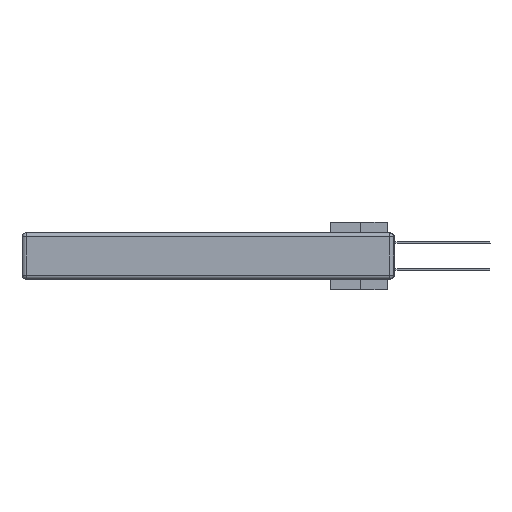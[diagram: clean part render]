
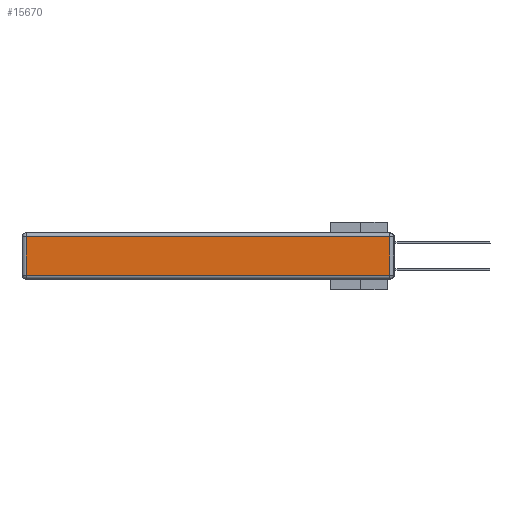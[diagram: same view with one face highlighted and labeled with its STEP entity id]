
A CAD part, left-side view. The second image highlights one B-rep face of the part: STEP entity #15670.
In plain terms, the highlighted planar face has unit normal (-1, 0, 0).
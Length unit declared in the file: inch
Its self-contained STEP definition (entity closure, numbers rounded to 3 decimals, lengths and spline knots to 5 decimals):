
#497 = FACE_OUTER_BOUND ( 'NONE', #34210, .T. ) ;
#1247 = DIRECTION ( 'NONE',  ( 0., 0., 1. ) ) ;
#1255 = AXIS2_PLACEMENT_3D ( 'NONE', #28161, #24787, #1247 ) ;
#1707 = CARTESIAN_POINT ( 'NONE',  ( 0., 2.72, -0.03 ) ) ;
#1791 = VERTEX_POINT ( 'NONE', #13419 ) ;
#1983 = VECTOR ( 'NONE', #12710, 39.37008 ) ;
#3546 = LINE ( 'NONE', #31277, #16119 ) ;
#5986 = EDGE_CURVE ( 'NONE', #23469, #22478, #21230, .T. ) ;
#6417 = LINE ( 'NONE', #20365, #32006 ) ;
#9649 = CARTESIAN_POINT ( 'NONE',  ( 0., 0.03, -0.03 ) ) ;
#9996 = CARTESIAN_POINT ( 'NONE',  ( 0., 2.72, -0.343 ) ) ;
#11729 = EDGE_CURVE ( 'NONE', #14850, #23469, #6417, .T. ) ;
#12710 = DIRECTION ( 'NONE',  ( 0., 0., -1. ) ) ;
#13419 = CARTESIAN_POINT ( 'NONE',  ( 0., 2.72, -0.313 ) ) ;
#14850 = VERTEX_POINT ( 'NONE', #17974 ) ;
#15670 = ADVANCED_FACE ( 'NONE', ( #497 ), #15748, .T. ) ;
#15748 = PLANE ( 'NONE',  #1255 ) ;
#16119 = VECTOR ( 'NONE', #31404, 39.37008 ) ;
#17974 = CARTESIAN_POINT ( 'NONE',  ( 0., 0.03, -0.313 ) ) ;
#20000 = ORIENTED_EDGE ( 'NONE', *, *, #24354, .T. ) ;
#20118 = ORIENTED_EDGE ( 'NONE', *, *, #5986, .T. ) ;
#20365 = CARTESIAN_POINT ( 'NONE',  ( 0., 0.03, -0.343 ) ) ;
#21230 = LINE ( 'NONE', #27775, #26328 ) ;
#22478 = VERTEX_POINT ( 'NONE', #1707 ) ;
#23469 = VERTEX_POINT ( 'NONE', #9649 ) ;
#23593 = ORIENTED_EDGE ( 'NONE', *, *, #11729, .T. ) ;
#23787 = ORIENTED_EDGE ( 'NONE', *, *, #26115, .T. ) ;
#24354 = EDGE_CURVE ( 'NONE', #1791, #14850, #3546, .T. ) ;
#24787 = DIRECTION ( 'NONE',  ( -1., 0., 0. ) ) ;
#24890 = DIRECTION ( 'NONE',  ( 0., 1., 0. ) ) ;
#25689 = LINE ( 'NONE', #9996, #1983 ) ;
#26115 = EDGE_CURVE ( 'NONE', #22478, #1791, #25689, .T. ) ;
#26328 = VECTOR ( 'NONE', #24890, 39.37008 ) ;
#27775 = CARTESIAN_POINT ( 'NONE',  ( 0., 2.75, -0.03 ) ) ;
#28161 = CARTESIAN_POINT ( 'NONE',  ( 0., 0., -0.343 ) ) ;
#31277 = CARTESIAN_POINT ( 'NONE',  ( 0., 0., -0.313 ) ) ;
#31404 = DIRECTION ( 'NONE',  ( 0., -1., 0. ) ) ;
#32006 = VECTOR ( 'NONE', #35214, 39.37008 ) ;
#34210 = EDGE_LOOP ( 'NONE', ( #20000, #23593, #20118, #23787 ) ) ;
#35214 = DIRECTION ( 'NONE',  ( 0., 0., 1. ) ) ;
